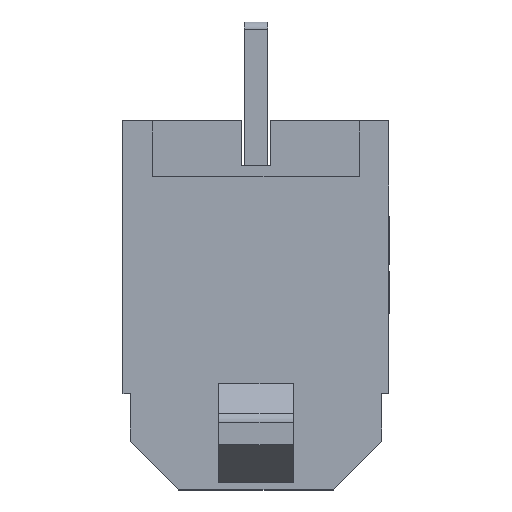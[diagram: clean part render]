
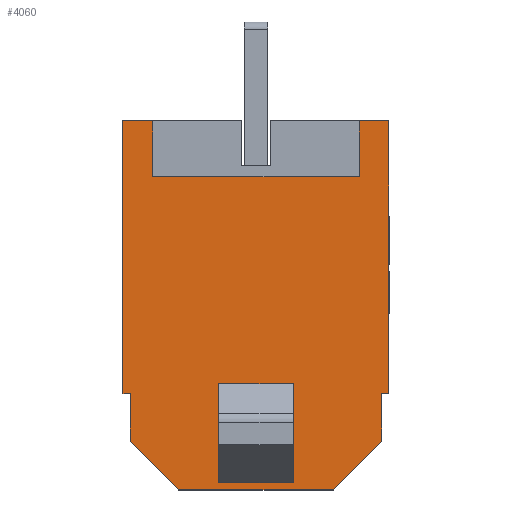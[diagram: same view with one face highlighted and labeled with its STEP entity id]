
A CAD part, top view. The second image highlights one B-rep face of the part: STEP entity #4060.
In plain terms, the highlighted planar face has unit normal (0, 0, 1).
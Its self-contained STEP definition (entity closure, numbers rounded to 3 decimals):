
#53 = LINE ( 'NONE', #10591, #15266 ) ;
#110 = DIRECTION ( 'NONE',  ( -1., 0., 0. ) ) ;
#389 = DIRECTION ( 'NONE',  ( 0., 1., 0. ) ) ;
#410 = LINE ( 'NONE', #16422, #5686 ) ;
#411 = DIRECTION ( 'NONE',  ( 0., 1., 0. ) ) ;
#491 = VECTOR ( 'NONE', #411, 1000. ) ;
#570 = CARTESIAN_POINT ( 'NONE',  ( -3.575, -0.84, 7.37 ) ) ;
#672 = EDGE_CURVE ( 'NONE', #5920, #6228, #410, .T. ) ;
#835 = VERTEX_POINT ( 'NONE', #12910 ) ;
#991 = LINE ( 'NONE', #6735, #7127 ) ;
#1296 = CARTESIAN_POINT ( 'NONE',  ( -3.575, -0.84, 7.37 ) ) ;
#1346 = DIRECTION ( 'NONE',  ( 1., 0., 0. ) ) ;
#1353 = EDGE_CURVE ( 'NONE', #11071, #11964, #4461, .T. ) ;
#1405 = EDGE_CURVE ( 'NONE', #4004, #4993, #15614, .T. ) ;
#1424 = EDGE_CURVE ( 'NONE', #12366, #835, #11664, .T. ) ;
#1690 = ORIENTED_EDGE ( 'NONE', *, *, #9157, .F. ) ;
#1796 = CARTESIAN_POINT ( 'NONE',  ( -3.575, -0.84, 7.37 ) ) ;
#1851 = VECTOR ( 'NONE', #8886, 1000. ) ;
#1877 = VECTOR ( 'NONE', #12954, 1000. ) ;
#2553 = EDGE_CURVE ( 'NONE', #5182, #11964, #9048, .T. ) ;
#2700 = ORIENTED_EDGE ( 'NONE', *, *, #14633, .F. ) ;
#2729 = VECTOR ( 'NONE', #8289, 1000. ) ;
#2739 = CARTESIAN_POINT ( 'NONE',  ( 1., -7.912, 7.37 ) ) ;
#2876 = EDGE_CURVE ( 'NONE', #3692, #6228, #4080, .T. ) ;
#2954 = LINE ( 'NONE', #3042, #2729 ) ;
#3000 = VECTOR ( 'NONE', #3833, 1000. ) ;
#3042 = CARTESIAN_POINT ( 'NONE',  ( -3.575, -8.168, 7.37 ) ) ;
#3090 = EDGE_CURVE ( 'NONE', #15506, #12013, #53, .T. ) ;
#3117 = ORIENTED_EDGE ( 'NONE', *, *, #1424, .T. ) ;
#3187 = ORIENTED_EDGE ( 'NONE', *, *, #3882, .T. ) ;
#3272 = VERTEX_POINT ( 'NONE', #15069 ) ;
#3275 = LINE ( 'NONE', #8285, #15835 ) ;
#3471 = CARTESIAN_POINT ( 'NONE',  ( 2.775, -2.34, 7.37 ) ) ;
#3519 = VERTEX_POINT ( 'NONE', #13769 ) ;
#3572 = FACE_OUTER_BOUND ( 'NONE', #12884, .T. ) ;
#3692 = VERTEX_POINT ( 'NONE', #7740 ) ;
#3833 = DIRECTION ( 'NONE',  ( 0., -1., 0. ) ) ;
#3882 = EDGE_CURVE ( 'NONE', #3272, #3692, #10639, .T. ) ;
#4004 = VERTEX_POINT ( 'NONE', #6118 ) ;
#4060 = ADVANCED_FACE ( 'NONE', ( #3572, #4673 ), #15186, .T. ) ;
#4077 = CARTESIAN_POINT ( 'NONE',  ( 3.575, -0.84, 7.37 ) ) ;
#4080 = LINE ( 'NONE', #2739, #3000 ) ;
#4178 = VERTEX_POINT ( 'NONE', #9352 ) ;
#4295 = CARTESIAN_POINT ( 'NONE',  ( -2.075, -10.75, 7.37 ) ) ;
#4461 = LINE ( 'NONE', #9738, #10016 ) ;
#4563 = VECTOR ( 'NONE', #15566, 1000. ) ;
#4564 = CARTESIAN_POINT ( 'NONE',  ( 3.575, -0.84, 7.37 ) ) ;
#4631 = ORIENTED_EDGE ( 'NONE', *, *, #1353, .F. ) ;
#4645 = CARTESIAN_POINT ( 'NONE',  ( -3.375, -8.168, 7.37 ) ) ;
#4673 = FACE_BOUND ( 'NONE', #10042, .T. ) ;
#4685 = VERTEX_POINT ( 'NONE', #4645 ) ;
#4993 = VERTEX_POINT ( 'NONE', #13035 ) ;
#5018 = CARTESIAN_POINT ( 'NONE',  ( 2.775, -0.84, 7.37 ) ) ;
#5182 = VERTEX_POINT ( 'NONE', #4077 ) ;
#5342 = VECTOR ( 'NONE', #9769, 1000. ) ;
#5633 = CARTESIAN_POINT ( 'NONE',  ( -3.575, -0.84, 7.37 ) ) ;
#5686 = VECTOR ( 'NONE', #10787, 1000. ) ;
#5726 = DIRECTION ( 'NONE',  ( 0., -1., 0. ) ) ;
#5755 = DIRECTION ( 'NONE',  ( -1., 0., 0. ) ) ;
#5920 = VERTEX_POINT ( 'NONE', #11019 ) ;
#6118 = CARTESIAN_POINT ( 'NONE',  ( 3.575, -8.168, 7.37 ) ) ;
#6175 = DIRECTION ( 'NONE',  ( -0.707, 0.707, 0. ) ) ;
#6228 = VERTEX_POINT ( 'NONE', #7662 ) ;
#6381 = ORIENTED_EDGE ( 'NONE', *, *, #1405, .F. ) ;
#6467 = EDGE_CURVE ( 'NONE', #3272, #5920, #11979, .T. ) ;
#6508 = VECTOR ( 'NONE', #110, 1000. ) ;
#6735 = CARTESIAN_POINT ( 'NONE',  ( -3.375, -9.45, 7.37 ) ) ;
#6809 = DIRECTION ( 'NONE',  ( 1., 0., 0. ) ) ;
#7035 = ORIENTED_EDGE ( 'NONE', *, *, #8017, .T. ) ;
#7059 = CARTESIAN_POINT ( 'NONE',  ( -1., -7.912, 7.37 ) ) ;
#7127 = VECTOR ( 'NONE', #6175, 1000. ) ;
#7175 = CARTESIAN_POINT ( 'NONE',  ( -3.575, -10.75, 7.37 ) ) ;
#7192 = ORIENTED_EDGE ( 'NONE', *, *, #2553, .T. ) ;
#7273 = ORIENTED_EDGE ( 'NONE', *, *, #3090, .F. ) ;
#7586 = ORIENTED_EDGE ( 'NONE', *, *, #9747, .T. ) ;
#7662 = CARTESIAN_POINT ( 'NONE',  ( 1., -10.571, 7.37 ) ) ;
#7688 = CARTESIAN_POINT ( 'NONE',  ( 3.375, -8.168, 7.37 ) ) ;
#7728 = DIRECTION ( 'NONE',  ( 1., 0., 0. ) ) ;
#7740 = CARTESIAN_POINT ( 'NONE',  ( 1., -7.912, 7.37 ) ) ;
#7950 = DIRECTION ( 'NONE',  ( 0., -1., 0. ) ) ;
#8017 = EDGE_CURVE ( 'NONE', #4004, #5182, #16350, .T. ) ;
#8285 = CARTESIAN_POINT ( 'NONE',  ( 3.375, -9.45, 7.37 ) ) ;
#8289 = DIRECTION ( 'NONE',  ( -1., 0., 0. ) ) ;
#8294 = LINE ( 'NONE', #570, #8334 ) ;
#8296 = ORIENTED_EDGE ( 'NONE', *, *, #672, .F. ) ;
#8334 = VECTOR ( 'NONE', #5755, 1000. ) ;
#8359 = LINE ( 'NONE', #5633, #15719 ) ;
#8398 = CARTESIAN_POINT ( 'NONE',  ( -3.575, -8.168, 7.37 ) ) ;
#8488 = CARTESIAN_POINT ( 'NONE',  ( -3.375, -8.168, 7.37 ) ) ;
#8562 = EDGE_CURVE ( 'NONE', #12013, #11071, #11870, .T. ) ;
#8886 = DIRECTION ( 'NONE',  ( 0., -1., 0. ) ) ;
#9048 = LINE ( 'NONE', #1296, #6508 ) ;
#9157 = EDGE_CURVE ( 'NONE', #3519, #4685, #14834, .T. ) ;
#9166 = VERTEX_POINT ( 'NONE', #8398 ) ;
#9352 = CARTESIAN_POINT ( 'NONE',  ( 3.375, -9.45, 7.37 ) ) ;
#9593 = VECTOR ( 'NONE', #7950, 1000. ) ;
#9611 = EDGE_CURVE ( 'NONE', #15506, #15947, #8294, .T. ) ;
#9684 = EDGE_CURVE ( 'NONE', #4993, #4178, #16581, .T. ) ;
#9738 = CARTESIAN_POINT ( 'NONE',  ( 2.775, -0.84, 7.37 ) ) ;
#9747 = EDGE_CURVE ( 'NONE', #15947, #9166, #8359, .T. ) ;
#9769 = DIRECTION ( 'NONE',  ( 0., 1., 0. ) ) ;
#10016 = VECTOR ( 'NONE', #389, 1000. ) ;
#10042 = EDGE_LOOP ( 'NONE', ( #8296, #16079, #3187, #12559 ) ) ;
#10134 = ORIENTED_EDGE ( 'NONE', *, *, #9684, .F. ) ;
#10245 = CARTESIAN_POINT ( 'NONE',  ( -2.775, -2.34, 7.37 ) ) ;
#10429 = DIRECTION ( 'NONE',  ( 0., -1., 0. ) ) ;
#10591 = CARTESIAN_POINT ( 'NONE',  ( -2.775, -0.84, 7.37 ) ) ;
#10639 = LINE ( 'NONE', #7059, #14225 ) ;
#10787 = DIRECTION ( 'NONE',  ( 1., 0., 0. ) ) ;
#11019 = CARTESIAN_POINT ( 'NONE',  ( -1., -10.571, 7.37 ) ) ;
#11071 = VERTEX_POINT ( 'NONE', #3471 ) ;
#11664 = LINE ( 'NONE', #7175, #15757 ) ;
#11870 = LINE ( 'NONE', #10245, #4563 ) ;
#11964 = VERTEX_POINT ( 'NONE', #5018 ) ;
#11979 = LINE ( 'NONE', #12150, #9593 ) ;
#12013 = VERTEX_POINT ( 'NONE', #12886 ) ;
#12150 = CARTESIAN_POINT ( 'NONE',  ( -1., -7.912, 7.37 ) ) ;
#12346 = EDGE_CURVE ( 'NONE', #4685, #9166, #2954, .T. ) ;
#12366 = VERTEX_POINT ( 'NONE', #4295 ) ;
#12559 = ORIENTED_EDGE ( 'NONE', *, *, #2876, .T. ) ;
#12788 = CARTESIAN_POINT ( 'NONE',  ( 0., 0., 7.37 ) ) ;
#12884 = EDGE_LOOP ( 'NONE', ( #7273, #15193, #7586, #14556, #1690, #16160, #3117, #2700, #10134, #6381, #7035, #7192, #4631, #16482 ) ) ;
#12886 = CARTESIAN_POINT ( 'NONE',  ( -2.775, -2.34, 7.37 ) ) ;
#12910 = CARTESIAN_POINT ( 'NONE',  ( 2.075, -10.75, 7.37 ) ) ;
#12954 = DIRECTION ( 'NONE',  ( -1., 0., 0. ) ) ;
#13035 = CARTESIAN_POINT ( 'NONE',  ( 3.375, -8.168, 7.37 ) ) ;
#13769 = CARTESIAN_POINT ( 'NONE',  ( -3.375, -9.45, 7.37 ) ) ;
#13779 = CARTESIAN_POINT ( 'NONE',  ( 3.575, -8.168, 7.37 ) ) ;
#13953 = AXIS2_PLACEMENT_3D ( 'NONE', #12788, #16788, #1346 ) ;
#14225 = VECTOR ( 'NONE', #6809, 1000. ) ;
#14556 = ORIENTED_EDGE ( 'NONE', *, *, #12346, .F. ) ;
#14633 = EDGE_CURVE ( 'NONE', #4178, #835, #3275, .T. ) ;
#14834 = LINE ( 'NONE', #8488, #5342 ) ;
#14888 = DIRECTION ( 'NONE',  ( -0.707, -0.707, 0. ) ) ;
#15069 = CARTESIAN_POINT ( 'NONE',  ( -1., -7.912, 7.37 ) ) ;
#15186 = PLANE ( 'NONE',  #13953 ) ;
#15193 = ORIENTED_EDGE ( 'NONE', *, *, #9611, .T. ) ;
#15266 = VECTOR ( 'NONE', #10429, 1000. ) ;
#15506 = VERTEX_POINT ( 'NONE', #16513 ) ;
#15566 = DIRECTION ( 'NONE',  ( 1., 0., 0. ) ) ;
#15604 = EDGE_CURVE ( 'NONE', #12366, #3519, #991, .T. ) ;
#15614 = LINE ( 'NONE', #13779, #1877 ) ;
#15719 = VECTOR ( 'NONE', #5726, 1000. ) ;
#15757 = VECTOR ( 'NONE', #7728, 1000. ) ;
#15835 = VECTOR ( 'NONE', #14888, 1000. ) ;
#15947 = VERTEX_POINT ( 'NONE', #1796 ) ;
#16079 = ORIENTED_EDGE ( 'NONE', *, *, #6467, .F. ) ;
#16160 = ORIENTED_EDGE ( 'NONE', *, *, #15604, .F. ) ;
#16350 = LINE ( 'NONE', #4564, #491 ) ;
#16422 = CARTESIAN_POINT ( 'NONE',  ( -1., -10.571, 7.37 ) ) ;
#16482 = ORIENTED_EDGE ( 'NONE', *, *, #8562, .F. ) ;
#16513 = CARTESIAN_POINT ( 'NONE',  ( -2.775, -0.84, 7.37 ) ) ;
#16581 = LINE ( 'NONE', #7688, #1851 ) ;
#16788 = DIRECTION ( 'NONE',  ( 0., 0., 1. ) ) ;
